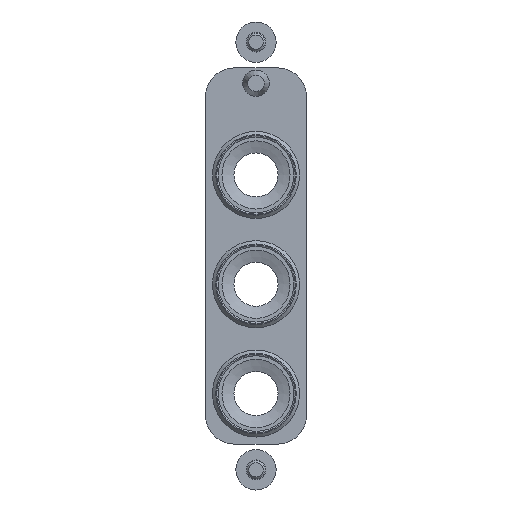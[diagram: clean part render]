
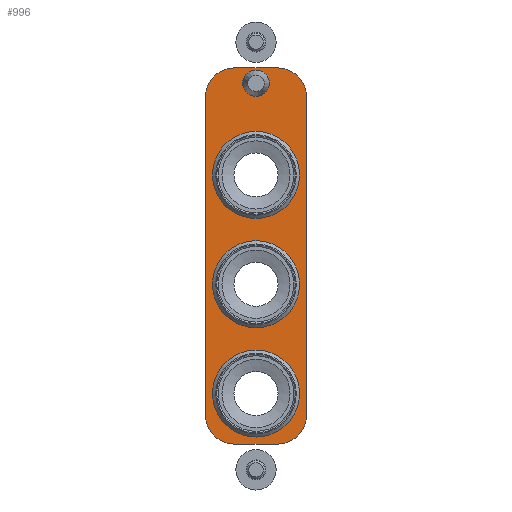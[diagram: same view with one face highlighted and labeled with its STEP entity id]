
A CAD part, front view. The second image highlights one B-rep face of the part: STEP entity #996.
In plain terms, the highlighted planar face has unit normal (0, -1, 0).
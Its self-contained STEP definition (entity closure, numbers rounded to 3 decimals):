
#86=LINE('',#1654,#120);
#89=LINE('',#1662,#123);
#92=LINE('',#1670,#126);
#95=LINE('',#1678,#129);
#120=VECTOR('',#1289,1000.);
#123=VECTOR('',#1298,1000.);
#126=VECTOR('',#1307,1000.);
#129=VECTOR('',#1316,1000.);
#192=ORIENTED_EDGE('',*,*,#406,.F.);
#193=ORIENTED_EDGE('',*,*,#407,.F.);
#194=ORIENTED_EDGE('',*,*,#408,.F.);
#195=ORIENTED_EDGE('',*,*,#409,.F.);
#196=ORIENTED_EDGE('',*,*,#390,.F.);
#197=ORIENTED_EDGE('',*,*,#405,.F.);
#198=ORIENTED_EDGE('',*,*,#403,.F.);
#199=ORIENTED_EDGE('',*,*,#401,.F.);
#200=ORIENTED_EDGE('',*,*,#399,.F.);
#201=ORIENTED_EDGE('',*,*,#397,.F.);
#202=ORIENTED_EDGE('',*,*,#395,.F.);
#203=ORIENTED_EDGE('',*,*,#393,.F.);
#390=EDGE_CURVE('',#505,#506,#596,.T.);
#393=EDGE_CURVE('',#506,#507,#86,.T.);
#395=EDGE_CURVE('',#507,#508,#597,.T.);
#397=EDGE_CURVE('',#508,#509,#89,.T.);
#399=EDGE_CURVE('',#509,#510,#598,.T.);
#401=EDGE_CURVE('',#510,#511,#92,.T.);
#403=EDGE_CURVE('',#511,#512,#599,.T.);
#405=EDGE_CURVE('',#512,#505,#95,.T.);
#406=EDGE_CURVE('',#513,#513,#600,.F.);
#407=EDGE_CURVE('',#514,#514,#601,.F.);
#408=EDGE_CURVE('',#515,#515,#602,.F.);
#409=EDGE_CURVE('',#516,#516,#603,.F.);
#505=VERTEX_POINT('',#1649);
#506=VERTEX_POINT('',#1650);
#507=VERTEX_POINT('',#1655);
#508=VERTEX_POINT('',#1659);
#509=VERTEX_POINT('',#1663);
#510=VERTEX_POINT('',#1667);
#511=VERTEX_POINT('',#1671);
#512=VERTEX_POINT('',#1675);
#513=VERTEX_POINT('',#1681);
#514=VERTEX_POINT('',#1683);
#515=VERTEX_POINT('',#1685);
#516=VERTEX_POINT('',#1687);
#596=CIRCLE('',#1103,4.);
#597=CIRCLE('',#1106,4.);
#598=CIRCLE('',#1109,4.);
#599=CIRCLE('',#1112,4.);
#600=CIRCLE('',#1115,1.802);
#601=CIRCLE('',#1116,5.935);
#602=CIRCLE('',#1117,5.935);
#603=CIRCLE('',#1118,5.935);
#682=EDGE_LOOP('',(#192));
#683=EDGE_LOOP('',(#193));
#684=EDGE_LOOP('',(#194));
#685=EDGE_LOOP('',(#195));
#686=EDGE_LOOP('',(#196,#197,#198,#199,#200,#201,#202,#203));
#824=FACE_BOUND('',#682,.T.);
#825=FACE_BOUND('',#683,.T.);
#826=FACE_BOUND('',#684,.T.);
#827=FACE_BOUND('',#685,.T.);
#828=FACE_BOUND('',#686,.T.);
#958=PLANE('',#1114);
#996=ADVANCED_FACE('',(#824,#825,#826,#827,#828),#958,.F.);
#1103=AXIS2_PLACEMENT_3D('',#1648,#1283,#1284);
#1106=AXIS2_PLACEMENT_3D('',#1658,#1293,#1294);
#1109=AXIS2_PLACEMENT_3D('',#1666,#1302,#1303);
#1112=AXIS2_PLACEMENT_3D('',#1674,#1311,#1312);
#1114=AXIS2_PLACEMENT_3D('',#1679,#1317,#1318);
#1115=AXIS2_PLACEMENT_3D('',#1680,#1319,#1320);
#1116=AXIS2_PLACEMENT_3D('',#1682,#1321,#1322);
#1117=AXIS2_PLACEMENT_3D('',#1684,#1323,#1324);
#1118=AXIS2_PLACEMENT_3D('',#1686,#1325,#1326);
#1283=DIRECTION('',(0.,1.,0.));
#1284=DIRECTION('',(1.,0.,0.));
#1289=DIRECTION('',(0.,0.,1.));
#1293=DIRECTION('',(0.,1.,0.));
#1294=DIRECTION('',(1.,0.,0.));
#1298=DIRECTION('',(1.,0.,0.));
#1302=DIRECTION('',(0.,1.,0.));
#1303=DIRECTION('',(1.,0.,0.));
#1307=DIRECTION('',(0.,0.,-1.));
#1311=DIRECTION('',(0.,1.,0.));
#1312=DIRECTION('',(1.,0.,0.));
#1316=DIRECTION('',(-1.,0.,0.));
#1317=DIRECTION('',(0.,1.,0.));
#1318=DIRECTION('',(0.,0.,1.));
#1319=DIRECTION('',(0.,1.,0.));
#1320=DIRECTION('',(0.,0.,1.));
#1321=DIRECTION('',(0.,1.,0.));
#1322=DIRECTION('',(0.,0.,1.));
#1323=DIRECTION('',(0.,1.,0.));
#1324=DIRECTION('',(0.,0.,1.));
#1325=DIRECTION('',(0.,1.,0.));
#1326=DIRECTION('',(0.,0.,1.));
#1648=CARTESIAN_POINT('',(-17.8,0.,-2.9));
#1649=CARTESIAN_POINT('',(-17.8,0.,-6.9));
#1650=CARTESIAN_POINT('',(-21.8,0.,-2.9));
#1654=CARTESIAN_POINT('',(-21.8,0.,-2.9));
#1655=CARTESIAN_POINT('',(-21.8,0.,2.9));
#1658=CARTESIAN_POINT('',(-17.8,0.,2.9));
#1659=CARTESIAN_POINT('',(-17.8,0.,6.9));
#1662=CARTESIAN_POINT('',(-17.8,0.,6.9));
#1663=CARTESIAN_POINT('',(25.5,0.,6.9));
#1666=CARTESIAN_POINT('',(25.5,0.,2.9));
#1667=CARTESIAN_POINT('',(29.5,0.,2.9));
#1670=CARTESIAN_POINT('',(29.5,0.,2.9));
#1671=CARTESIAN_POINT('',(29.5,0.,-2.9));
#1674=CARTESIAN_POINT('',(25.5,0.,-2.9));
#1675=CARTESIAN_POINT('',(25.5,0.,-6.9));
#1678=CARTESIAN_POINT('',(25.5,0.,-6.9));
#1679=CARTESIAN_POINT('',(-17.8,0.,-2.9));
#1680=CARTESIAN_POINT('',(27.4,0.,0.));
#1681=CARTESIAN_POINT('',(27.4,0.,1.802));
#1682=CARTESIAN_POINT('',(-14.9,0.,0.));
#1683=CARTESIAN_POINT('',(-14.9,0.,5.935));
#1684=CARTESIAN_POINT('',(14.9,0.,0.));
#1685=CARTESIAN_POINT('',(14.9,0.,5.935));
#1686=CARTESIAN_POINT('',(0.,0.,0.));
#1687=CARTESIAN_POINT('',(0.,0.,5.935));
